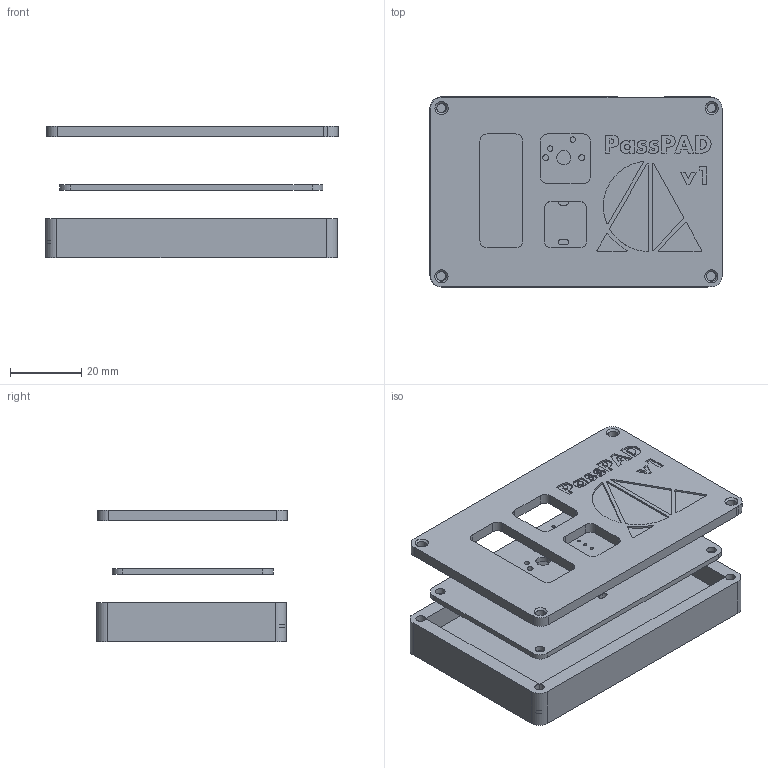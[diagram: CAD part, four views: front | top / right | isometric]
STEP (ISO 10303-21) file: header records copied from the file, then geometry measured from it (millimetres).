
FILE_DESCRIPTION(('HOOPS Exchange Step'),'2;1');
FILE_NAME('temp_export','2025-06-27T16:26:41-04:00',('mobile'),('Shapr3D Limited'),'HOOPS Exchange 2024.8','Shapr3D','Authorized');
FILE_SCHEMA( ('AP242_MANAGED_MODEL_BASED_3D_ENGINEERING_MIM_LF {1 0 10303 442 1 1 4}') );
Length unit declared in the file: millimetre
Products named in the file (4): final logo doc svg; PassPad_KiCAD_PCB; PassPad_PCB_STEP.step; root
Assembly tree (3 placements, depth 3):
  root
    final logo doc svg
    PassPad_PCB_STEP.step
      PassPad_KiCAD_PCB
Bounding box: 82.05 x 53.43 x 37 mm (x, y, z)
Volume: 42779.7 mm3; surface area: 29187.8 mm2
Topology: 3 solids, 7 shells, 364 faces, 1053 edges, 730 vertices
Faces by surface type: plane 255, cylinder 82, bspline 19, cone 8
Full cylindrical faces by diameter (mm): 0.8 x4, 0.889 x14, 1 x9, 1.5 x2, 1.7 x2, 2.7 x20, 4 x1
Entity records: 13175 total; most frequent: CARTESIAN_POINT 3054, ORIENTED_EDGE 2106, DIRECTION 1985, EDGE_CURVE 1053, VECTOR 751, LINE 751, VERTEX_POINT 730, AXIS2_PLACEMENT_3D 617
